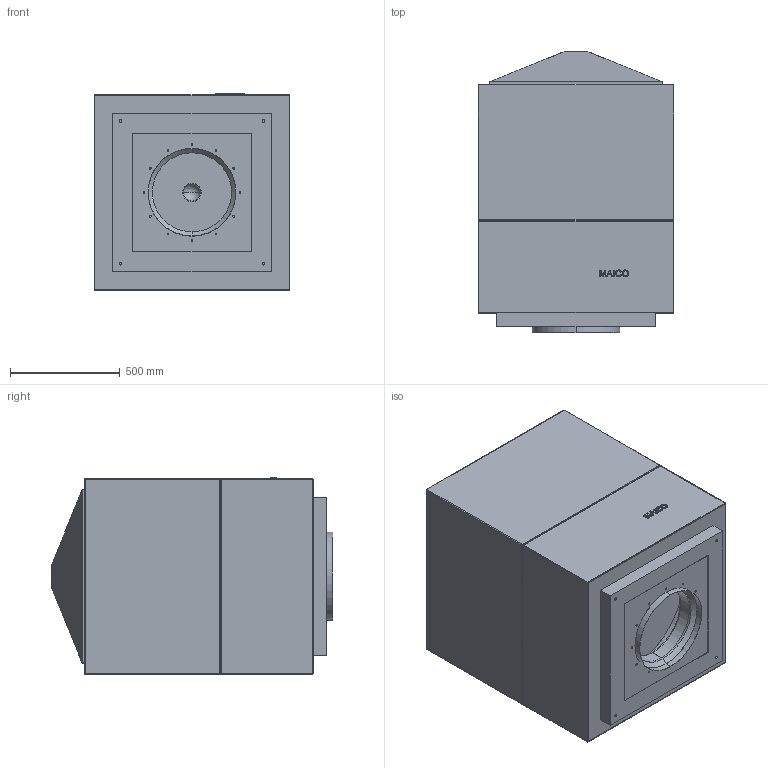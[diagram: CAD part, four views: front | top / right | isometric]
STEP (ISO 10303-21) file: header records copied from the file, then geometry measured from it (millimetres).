
FILE_DESCRIPTION (( 'STEP AP214' ), '1' );
FILE_NAME ('SDA_40.step', '2009-07-11T15:07:57', ( 'Wolfgang Schmidt' ), ( 'WS-KO' ), 'SwSTEP 2.0', 'SolidWorks 2008', '' );
FILE_SCHEMA (( 'AUTOMOTIVE_DESIGN' ));
Length unit declared in the file: millimetre
Products named in the file (1): SDA_40
Bounding box: 890 x 1280 x 893 mm (x, y, z)
Volume: 148812075.4 mm3; surface area: 18391402.7 mm2
Topology: 3 solids, 3 shells, 341 faces, 820 edges, 498 vertices
Faces by surface type: plane 183, cylinder 88, bspline 36, sphere 32, cone 2
Entity records: 11871 total; most frequent: CARTESIAN_POINT 4100, ORIENTED_EDGE 1576, DIRECTION 1520, EDGE_CURVE 788, LINE 524, VECTOR 524, VERTEX_POINT 498, AXIS2_PLACEMENT_3D 498
